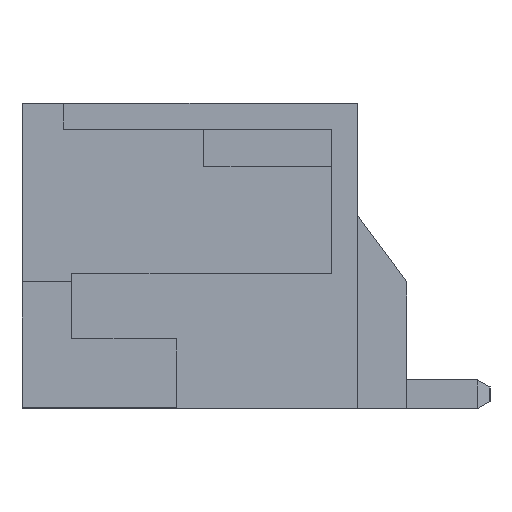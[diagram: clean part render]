
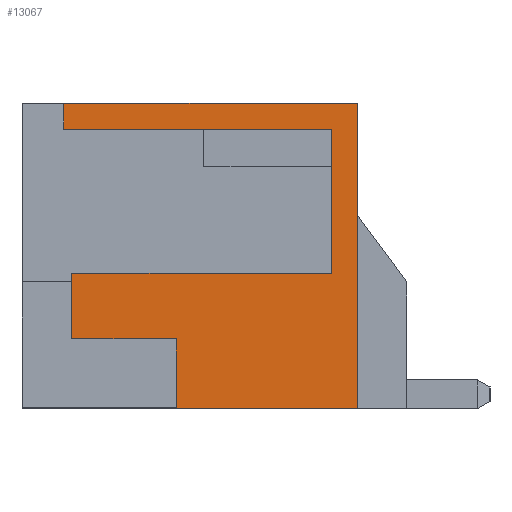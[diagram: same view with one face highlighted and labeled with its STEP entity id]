
A CAD part, left-side view. The second image highlights one B-rep face of the part: STEP entity #13067.
In plain terms, the highlighted planar face has unit normal (-1, 0, 0).
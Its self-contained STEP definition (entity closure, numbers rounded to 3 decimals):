
#1998=ORIENTED_EDGE('',*,*,#3830,.F.);
#1999=ORIENTED_EDGE('',*,*,#3810,.F.);
#2000=ORIENTED_EDGE('',*,*,#3813,.F.);
#2001=ORIENTED_EDGE('',*,*,#3818,.F.);
#2002=ORIENTED_EDGE('',*,*,#3841,.F.);
#2003=ORIENTED_EDGE('',*,*,#3822,.F.);
#2004=ORIENTED_EDGE('',*,*,#3840,.F.);
#2005=ORIENTED_EDGE('',*,*,#3038,.F.);
#2006=ORIENTED_EDGE('',*,*,#2990,.F.);
#2007=ORIENTED_EDGE('',*,*,#3829,.F.);
#2990=EDGE_CURVE('',#4302,#4303,#5141,.T.);
#3038=EDGE_CURVE('',#4303,#4345,#5189,.T.);
#3810=EDGE_CURVE('',#4827,#4828,#5961,.T.);
#3813=EDGE_CURVE('',#4829,#4827,#5964,.T.);
#3818=EDGE_CURVE('',#4832,#4829,#5969,.T.);
#3822=EDGE_CURVE('',#4834,#4835,#5973,.T.);
#3829=EDGE_CURVE('',#4837,#4302,#5980,.T.);
#3830=EDGE_CURVE('',#4828,#4837,#5981,.T.);
#3840=EDGE_CURVE('',#4345,#4834,#5991,.T.);
#3841=EDGE_CURVE('',#4835,#4832,#5992,.T.);
#4302=VERTEX_POINT('',#15903);
#4303=VERTEX_POINT('',#15905);
#4345=VERTEX_POINT('',#16000);
#4827=VERTEX_POINT('',#17569);
#4828=VERTEX_POINT('',#17571);
#4829=VERTEX_POINT('',#17575);
#4832=VERTEX_POINT('',#17584);
#4834=VERTEX_POINT('',#17592);
#4835=VERTEX_POINT('',#17594);
#4837=VERTEX_POINT('',#17605);
#5141=LINE('',#15904,#6188);
#5189=LINE('',#15999,#6236);
#5961=LINE('',#17570,#7008);
#5964=LINE('',#17576,#7011);
#5969=LINE('',#17585,#7016);
#5973=LINE('',#17593,#7020);
#5980=LINE('',#17606,#7027);
#5981=LINE('',#17608,#7028);
#5991=LINE('',#17626,#7038);
#5992=LINE('',#17628,#7039);
#6188=VECTOR('',#13831,1000.);
#6236=VECTOR('',#13889,1000.);
#7008=VECTOR('',#15293,1000.);
#7011=VECTOR('',#15298,1000.);
#7016=VECTOR('',#15305,1000.);
#7020=VECTOR('',#15313,1000.);
#7027=VECTOR('',#15326,1000.);
#7028=VECTOR('',#15329,1000.);
#7038=VECTOR('',#15347,1000.);
#7039=VECTOR('',#15350,1000.);
#7585=EDGE_LOOP('',(#1998,#1999,#2000,#2001,#2002,#2003,#2004,#2005,#2006,
#2007));
#8176=FACE_BOUND('',#7585,.T.);
#8738=PLANE('',#13638);
#13067=ADVANCED_FACE('',(#8176),#8738,.F.);
#13638=AXIS2_PLACEMENT_3D('',#17629,#15351,#15352);
#13831=DIRECTION('',(0.,-1.,0.));
#13889=DIRECTION('',(0.,0.,-1.));
#15293=DIRECTION('',(0.,0.,1.));
#15298=DIRECTION('',(0.,-1.,0.));
#15305=DIRECTION('',(0.,0.,1.));
#15313=DIRECTION('',(0.,0.,1.));
#15326=DIRECTION('',(0.,0.,1.));
#15329=DIRECTION('',(0.,1.,0.));
#15347=DIRECTION('',(0.,1.,0.));
#15350=DIRECTION('',(0.,1.,0.));
#15351=DIRECTION('',(1.,0.,0.));
#15352=DIRECTION('',(0.,0.,-1.));
#15903=CARTESIAN_POINT('',(-16.073,7.521,5.385));
#15904=CARTESIAN_POINT('',(-16.073,7.521,5.385));
#15905=CARTESIAN_POINT('',(-16.073,2.337,5.385));
#15999=CARTESIAN_POINT('',(-16.073,2.337,5.385));
#16000=CARTESIAN_POINT('',(-16.073,2.337,0.));
#17569=CARTESIAN_POINT('',(-16.073,2.794,2.389));
#17570=CARTESIAN_POINT('',(-16.073,2.794,2.389));
#17571=CARTESIAN_POINT('',(-16.073,2.794,4.928));
#17575=CARTESIAN_POINT('',(-16.073,7.378,2.389));
#17576=CARTESIAN_POINT('',(-16.073,7.378,2.389));
#17584=CARTESIAN_POINT('',(-16.073,7.378,1.231));
#17585=CARTESIAN_POINT('',(-16.073,7.378,1.231));
#17592=CARTESIAN_POINT('',(-16.073,5.532,0.));
#17593=CARTESIAN_POINT('',(-16.073,5.532,0.));
#17594=CARTESIAN_POINT('',(-16.073,5.532,1.231));
#17605=CARTESIAN_POINT('',(-16.073,7.521,4.928));
#17606=CARTESIAN_POINT('',(-16.073,7.521,5.385));
#17608=CARTESIAN_POINT('',(-16.073,2.794,4.928));
#17626=CARTESIAN_POINT('',(-16.073,2.337,0.));
#17628=CARTESIAN_POINT('',(-16.073,5.532,1.231));
#17629=CARTESIAN_POINT('',(-16.073,0.,0.));
